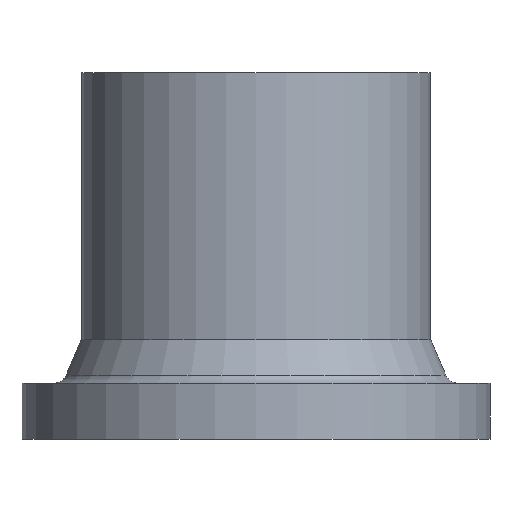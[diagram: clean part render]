
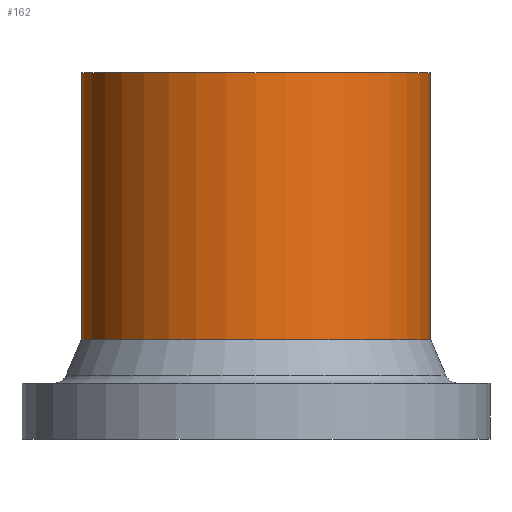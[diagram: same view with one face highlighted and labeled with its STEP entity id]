
A CAD part, front view. The second image highlights one B-rep face of the part: STEP entity #162.
In plain terms, the highlighted cylindrical face has radius 100 mm (diameter 200 mm), a partial arc.
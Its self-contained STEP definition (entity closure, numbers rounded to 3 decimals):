
#13 = DIRECTION ( 'NONE',  ( -1., 0., 0. ) ) ;
#25 = DIRECTION ( 'NONE',  ( -1., 0., 0. ) ) ;
#29 = EDGE_CURVE ( 'NONE', #249, #299, #375, .T. ) ;
#33 = ORIENTED_EDGE ( 'NONE', *, *, #90, .F. ) ;
#36 = CIRCLE ( 'NONE', #366, 100. ) ;
#41 = ORIENTED_EDGE ( 'NONE', *, *, #193, .F. ) ;
#61 = DIRECTION ( 'NONE',  ( 0., 0., -1. ) ) ;
#80 = DIRECTION ( 'NONE',  ( 0., 0., -1. ) ) ;
#90 = EDGE_CURVE ( 'NONE', #290, #299, #36, .T. ) ;
#101 = CYLINDRICAL_SURFACE ( 'NONE', #195, 100. ) ;
#103 = VECTOR ( 'NONE', #61, 1000. ) ;
#138 = CARTESIAN_POINT ( 'NONE',  ( 0., 0., 0. ) ) ;
#140 = CARTESIAN_POINT ( 'NONE',  ( 100., 0., 210. ) ) ;
#162 = ADVANCED_FACE ( 'NONE', ( #209 ), #101, .T. ) ;
#165 = CARTESIAN_POINT ( 'NONE',  ( -100., 0., 210. ) ) ;
#186 = CARTESIAN_POINT ( 'NONE',  ( 0., 0., 57. ) ) ;
#193 = EDGE_CURVE ( 'NONE', #208, #290, #243, .T. ) ;
#195 = AXIS2_PLACEMENT_3D ( 'NONE', #138, #275, #25 ) ;
#205 = ORIENTED_EDGE ( 'NONE', *, *, #29, .T. ) ;
#208 = VERTEX_POINT ( 'NONE', #140 ) ;
#209 = FACE_OUTER_BOUND ( 'NONE', #454, .T. ) ;
#243 = LINE ( 'NONE', #358, #103 ) ;
#249 = VERTEX_POINT ( 'NONE', #165 ) ;
#266 = DIRECTION ( 'NONE',  ( 0., 0., -1. ) ) ;
#275 = DIRECTION ( 'NONE',  ( 0., 0., -1. ) ) ;
#290 = VERTEX_POINT ( 'NONE', #369 ) ;
#299 = VERTEX_POINT ( 'NONE', #363 ) ;
#330 = DIRECTION ( 'NONE',  ( 0., 0., -1. ) ) ;
#334 = DIRECTION ( 'NONE',  ( -1., 0., 0. ) ) ;
#358 = CARTESIAN_POINT ( 'NONE',  ( 100., 0., 0. ) ) ;
#363 = CARTESIAN_POINT ( 'NONE',  ( -100., 0., 57. ) ) ;
#366 = AXIS2_PLACEMENT_3D ( 'NONE', #186, #266, #334 ) ;
#369 = CARTESIAN_POINT ( 'NONE',  ( 100., 0., 57. ) ) ;
#375 = LINE ( 'NONE', #413, #384 ) ;
#384 = VECTOR ( 'NONE', #80, 1000. ) ;
#390 = AXIS2_PLACEMENT_3D ( 'NONE', #456, #330, #13 ) ;
#413 = CARTESIAN_POINT ( 'NONE',  ( -100., 0., 0. ) ) ;
#423 = CIRCLE ( 'NONE', #390, 100. ) ;
#448 = EDGE_CURVE ( 'NONE', #208, #249, #423, .T. ) ;
#454 = EDGE_LOOP ( 'NONE', ( #41, #479, #205, #33 ) ) ;
#456 = CARTESIAN_POINT ( 'NONE',  ( 0., 0., 210. ) ) ;
#479 = ORIENTED_EDGE ( 'NONE', *, *, #448, .T. ) ;
